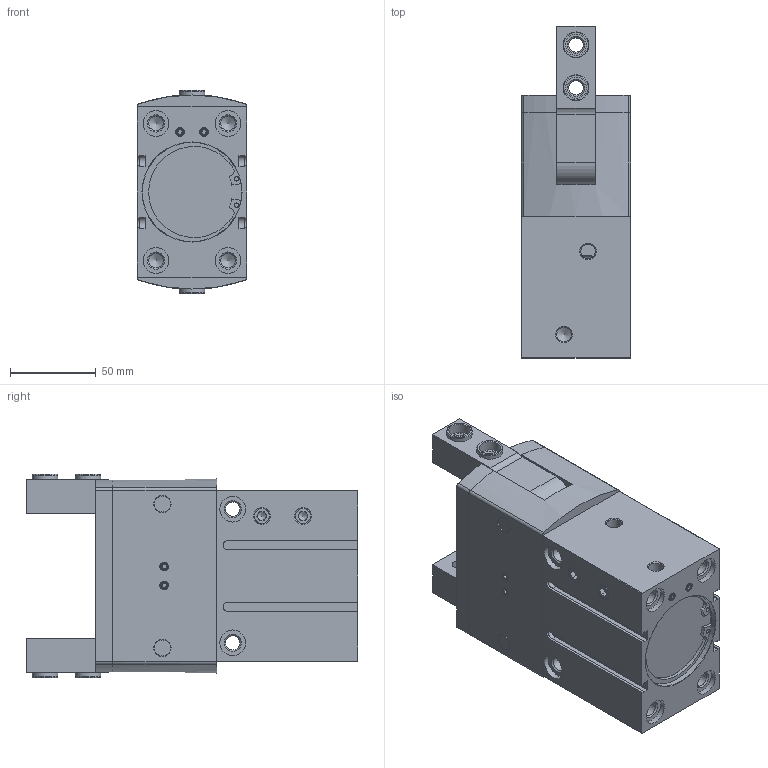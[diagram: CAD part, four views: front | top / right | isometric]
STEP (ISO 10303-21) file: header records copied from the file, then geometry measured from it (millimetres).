
FILE_DESCRIPTION(/* description */ ('STEP AP214'),/* implementation_level */ '2;1');
FILE_NAME(/* name */ '563914_HGRT-50-A',/* time_stamp */ '2024-08-29T07:52:37+02:00',/* author */ ('License CC BY-ND 4.0'),/* organization */ ('CADENAS'),/* preprocessor_version */ 'ST-DEVELOPER v19.3',/* originating_system */ 'PARTsolutions',/* authorisation */ ' ');
FILE_SCHEMA (('AUTOMOTIVE_DESIGN {1 0 10303 214 3 1 1}'));
Length unit declared in the file: millimetre
Products named in the file (10): 563914 HGRT-50-A---(0); 563914 HGRT-50-A---(Geh); CDST00180; DIN-913 - M5x5; 563914 HGRT-50-A---(Griff_Links); 191409 ZBH-15; 563914 HGRT-50-A---(Griff_Rechts); 563914 HGRT-50-A---(Kul); 563914 HGRT-50-A---(Dec); DIN-913 - M12x10
Assembly tree (18 placements, depth 2):
  563914 HGRT-50-A---(0)
    563914 HGRT-50-A---(Geh)
    CDST00180  x2
    DIN-913 - M5x5  x6
    563914 HGRT-50-A---(Griff_Links)
    191409 ZBH-15  x4
    563914 HGRT-50-A---(Griff_Rechts)
    563914 HGRT-50-A---(Kul)
    563914 HGRT-50-A---(Dec)
    DIN-913 - M12x10
Bounding box: 64 x 193.5 x 118.8 mm (x, y, z)
Volume: 870477.8 mm3; surface area: 155208.7 mm2
Topology: 18 solids, 18 shells, 564 faces, 1289 edges, 803 vertices
Faces by surface type: plane 281, cylinder 153, cone 122, sphere 4, torus 4
Full cylindrical faces by diameter (mm): 2.459 x4, 2.5 x2, 3.242 x2, 4.134 x6, 5 x6, 6 x4, 8.376 x10, 8.5 x2, 8.566 x4, 9.728 x2, 10 x8, 10.01 x4, 10.106 x1, 10.4 x4, 12 x1, 12.4 x4, 13.5 x2, 15 x14, 58 x1, 61 x1
Entity records: 12258 total; most frequent: DIRECTION 2157, CARTESIAN_POINT 2062, ORIENTED_EDGE 1772, EDGE_CURVE 886, AXIS2_PLACEMENT_3D 829, FACE_BOUND 670, VERTEX_POINT 656, EDGE_LOOP 656
